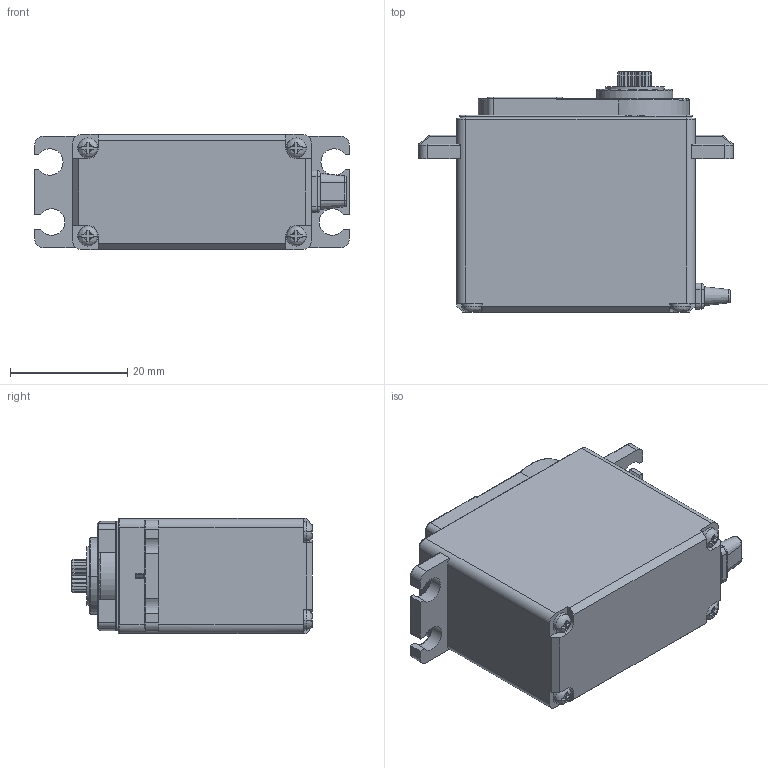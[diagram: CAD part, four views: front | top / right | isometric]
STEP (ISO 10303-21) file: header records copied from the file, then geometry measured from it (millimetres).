
FILE_DESCRIPTION((''),'2;1');
FILE_NAME('HS-425BB_ASM','2017-08-30T',('servo-csw'),(''),'CREO PARAMETRIC BY PTC INC, 2014440','CREO PARAMETRIC BY PTC INC, 2014440','');
FILE_SCHEMA(('CONFIG_CONTROL_DESIGN'));
Length unit declared in the file: millimetre
Products named in the file (2): _HS-425BB; HS-425BB_ASM
Assembly tree (1 placements, depth 2):
  HS-425BB_ASM
    _HS-425BB
Bounding box: 53.6 x 40.9 x 19.6 mm (x, y, z)
Volume: 28694.8 mm3; surface area: 7502.3 mm2
Topology: 1 solids, 5 shells, 449 faces, 1180 edges, 756 vertices
Faces by surface type: plane 227, cylinder 142, cone 28, torus 26, bspline 12, sphere 8, extrusion 6
Entity records: 16394 total; most frequent: CARTESIAN_POINT 3437, ORIENTED_EDGE 2360, DIRECTION 2240, EDGE_CURVE 1180, AXIS2_PLACEMENT_3D 778, VERTEX_POINT 756, VECTOR 684, LINE 678
